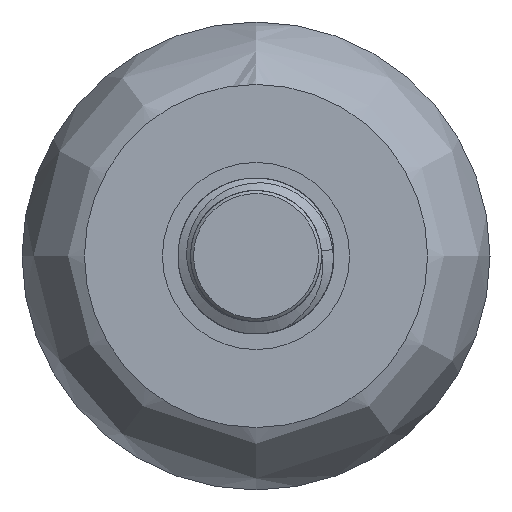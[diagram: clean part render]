
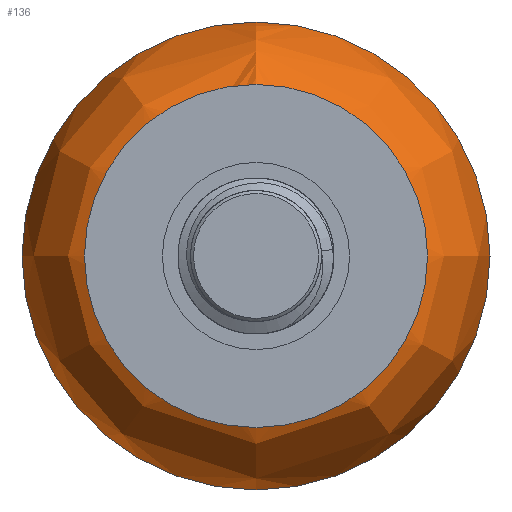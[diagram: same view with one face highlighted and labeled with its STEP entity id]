
A CAD part, left-side view. The second image highlights one B-rep face of the part: STEP entity #136.
In plain terms, the highlighted free-form (B-spline) face has degree [3, 3] with [4, 7] control points.
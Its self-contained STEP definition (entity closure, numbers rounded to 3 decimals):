
#91=(
BOUNDED_SURFACE()
B_SPLINE_SURFACE(3,3,((#571,#572,#573,#574,#575,#576,#577),(#578,#579,#580,
#581,#582,#583,#584),(#585,#586,#587,#588,#589,#590,#591),(#592,#593,#594,
#595,#596,#597,#598)),.UNSPECIFIED.,.F.,.T.,.F.)
B_SPLINE_SURFACE_WITH_KNOTS((4,4),(1,3,3,3,1),(0.,1.),(-0.5,0.,0.5,1.,1.5),
 .UNSPECIFIED.)
GEOMETRIC_REPRESENTATION_ITEM()
RATIONAL_B_SPLINE_SURFACE(((1.,0.333,0.333,1.,0.333,
0.333,1.),(0.856,0.285,0.285,
0.856,0.285,0.285,0.856),
(0.856,0.285,0.285,0.856,
0.285,0.285,0.856),(1.,0.333,
0.333,1.,0.333,0.333,1.)))
REPRESENTATION_ITEM('')
SURFACE()
);
#116=FACE_BOUND('',#193,.T.);
#117=FACE_BOUND('',#194,.T.);
#136=ADVANCED_FACE('',(#116,#117),#91,.T.);
#193=EDGE_LOOP('',(#233));
#194=EDGE_LOOP('',(#234));
#233=ORIENTED_EDGE('',*,*,#333,.T.);
#234=ORIENTED_EDGE('',*,*,#334,.F.);
#303=VERTEX_POINT('',#567);
#304=VERTEX_POINT('',#570);
#333=EDGE_CURVE('',#303,#303,#371,.T.);
#334=EDGE_CURVE('',#304,#304,#372,.T.);
#371=CIRCLE('',#398,7.5);
#372=CIRCLE('',#400,4.5);
#398=AXIS2_PLACEMENT_3D('',#566,#453,#454);
#400=AXIS2_PLACEMENT_3D('',#569,#457,#458);
#453=DIRECTION('',(-1.,0.,0.));
#454=DIRECTION('',(0.,0.,1.));
#457=DIRECTION('',(-1.,0.,0.));
#458=DIRECTION('',(0.,0.,1.));
#566=CARTESIAN_POINT('',(5.895,0.,0.));
#567=CARTESIAN_POINT('',(5.895,0.,7.5));
#569=CARTESIAN_POINT('',(2.1,0.,0.));
#570=CARTESIAN_POINT('',(2.1,0.,4.5));
#571=CARTESIAN_POINT('',(2.1,0.,4.5));
#572=CARTESIAN_POINT('',(2.1,9.,4.5));
#573=CARTESIAN_POINT('',(2.1,9.,-4.5));
#574=CARTESIAN_POINT('',(2.1,0.,-4.5));
#575=CARTESIAN_POINT('',(2.1,-9.,-4.5));
#576=CARTESIAN_POINT('',(2.1,-9.,4.5));
#577=CARTESIAN_POINT('',(2.1,0.,4.5));
#578=CARTESIAN_POINT('',(2.535,0.,6.332));
#579=CARTESIAN_POINT('',(2.535,12.664,6.332));
#580=CARTESIAN_POINT('',(2.535,12.664,-6.332));
#581=CARTESIAN_POINT('',(2.535,0.,-6.332));
#582=CARTESIAN_POINT('',(2.535,-12.664,-6.332));
#583=CARTESIAN_POINT('',(2.535,-12.664,6.332));
#584=CARTESIAN_POINT('',(2.535,0.,6.332));
#585=CARTESIAN_POINT('',(4.012,0.,7.5));
#586=CARTESIAN_POINT('',(4.012,15.,7.5));
#587=CARTESIAN_POINT('',(4.012,15.,-7.5));
#588=CARTESIAN_POINT('',(4.012,0.,-7.5));
#589=CARTESIAN_POINT('',(4.012,-15.,-7.5));
#590=CARTESIAN_POINT('',(4.012,-15.,7.5));
#591=CARTESIAN_POINT('',(4.012,0.,7.5));
#592=CARTESIAN_POINT('',(5.895,0.,7.5));
#593=CARTESIAN_POINT('',(5.895,15.,7.5));
#594=CARTESIAN_POINT('',(5.895,15.,-7.5));
#595=CARTESIAN_POINT('',(5.895,0.,-7.5));
#596=CARTESIAN_POINT('',(5.895,-15.,-7.5));
#597=CARTESIAN_POINT('',(5.895,-15.,7.5));
#598=CARTESIAN_POINT('',(5.895,0.,7.5));
